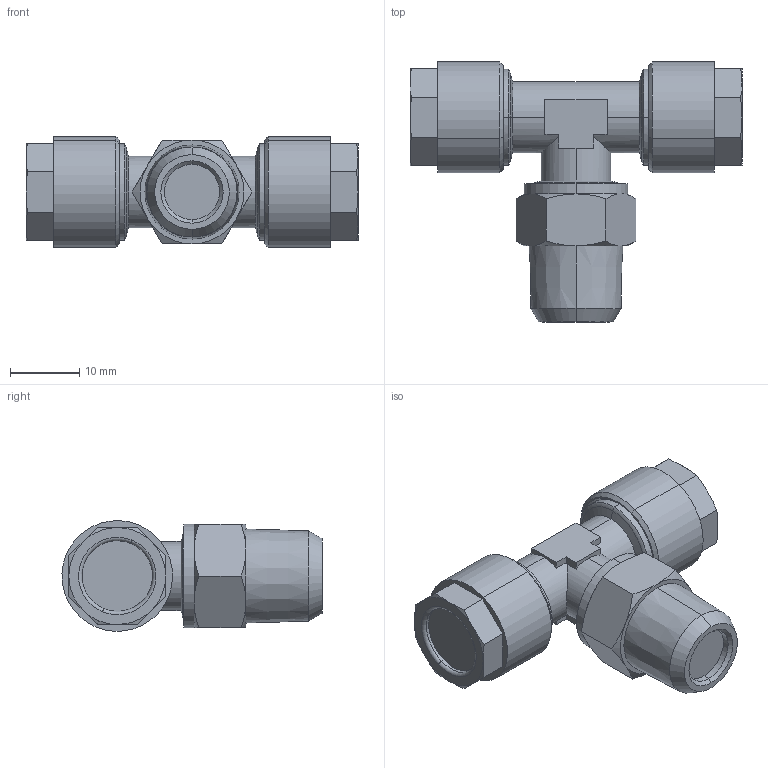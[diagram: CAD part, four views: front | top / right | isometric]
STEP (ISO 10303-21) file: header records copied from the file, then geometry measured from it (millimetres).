
FILE_DESCRIPTION(( 'MC.41.10.14.step' ), '1');
FILE_NAME( 'MC.41.10.14.step', '2018-11-09T15:45:28',( 'Sopra'),('sopra-pneumatic.com'), 'SwSTEP 2.0','SolidWorks 2009','' );
FILE_SCHEMA (( 'AUTOMOTIVE_DESIGN' ));
Length unit declared in the file: millimetre
Products named in the file (1): 0121000005
Bounding box: 48 x 37.59 x 15.98 mm (x, y, z)
Volume: 10414.7 mm3; surface area: 4144.1 mm2
Topology: 1 solids, 3 shells, 147 faces, 328 edges, 196 vertices
Faces by surface type: plane 54, cone 52, cylinder 29, torus 12
Entity records: 5889 total; most frequent: CARTESIAN_POINT 1000, DIRECTION 700, ORIENTED_EDGE 656, EDGE_CURVE 328, AXIS2_PLACEMENT_3D 284, VERTEX_POINT 196, EDGE_LOOP 156, UNCERTAINTY_MEASURE_WITH_UNIT 150
